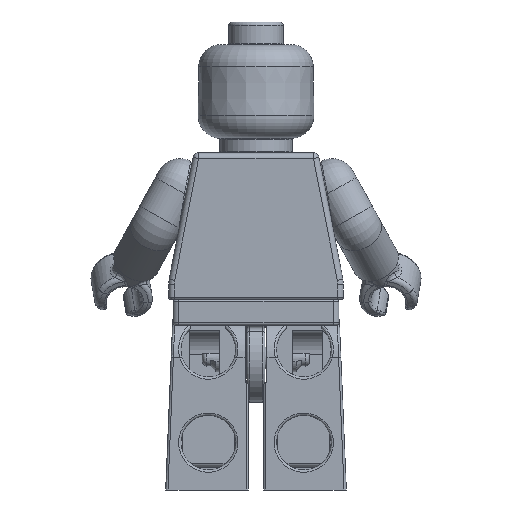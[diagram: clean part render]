
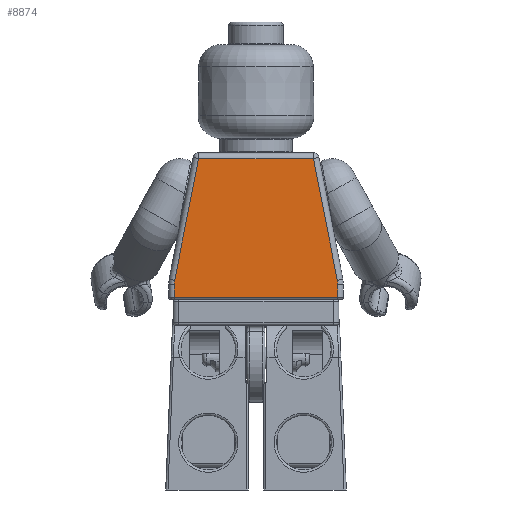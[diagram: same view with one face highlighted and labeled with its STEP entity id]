
A CAD part, front view. The second image highlights one B-rep face of the part: STEP entity #8874.
In plain terms, the highlighted planar face has unit normal (0, -1, 0).
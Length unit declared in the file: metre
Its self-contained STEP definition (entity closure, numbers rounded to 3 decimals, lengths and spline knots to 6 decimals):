
#1040=LINE('',#16289,#1574);
#1041=LINE('',#16292,#1575);
#1042=LINE('',#16294,#1576);
#1043=LINE('',#16298,#1577);
#1044=LINE('',#16300,#1578);
#1045=LINE('',#16302,#1579);
#1574=VECTOR('',#12397,1.);
#1575=VECTOR('',#12398,1.);
#1576=VECTOR('',#12399,1.);
#1577=VECTOR('',#12402,1.);
#1578=VECTOR('',#12403,1.);
#1579=VECTOR('',#12404,1.);
#3580=ORIENTED_EDGE('',*,*,#5306,.T.);
#3581=ORIENTED_EDGE('',*,*,#5307,.T.);
#3582=ORIENTED_EDGE('',*,*,#5308,.T.);
#3583=ORIENTED_EDGE('',*,*,#5309,.F.);
#3584=ORIENTED_EDGE('',*,*,#5310,.T.);
#3585=ORIENTED_EDGE('',*,*,#5311,.T.);
#3586=ORIENTED_EDGE('',*,*,#5312,.T.);
#3587=ORIENTED_EDGE('',*,*,#5313,.F.);
#5306=EDGE_CURVE('',#6268,#6269,#1040,.T.);
#5307=EDGE_CURVE('',#6269,#6270,#1041,.T.);
#5308=EDGE_CURVE('',#6270,#6271,#1042,.F.);
#5309=EDGE_CURVE('',#6272,#6271,#6858,.F.);
#5310=EDGE_CURVE('',#6272,#6273,#1043,.F.);
#5311=EDGE_CURVE('',#6273,#6274,#1044,.F.);
#5312=EDGE_CURVE('',#6274,#6275,#1045,.T.);
#5313=EDGE_CURVE('',#6268,#6275,#6859,.F.);
#6268=VERTEX_POINT('',#16290);
#6269=VERTEX_POINT('',#16291);
#6270=VERTEX_POINT('',#16293);
#6271=VERTEX_POINT('',#16295);
#6272=VERTEX_POINT('',#16297);
#6273=VERTEX_POINT('',#16299);
#6274=VERTEX_POINT('',#16301);
#6275=VERTEX_POINT('',#16303);
#6858=CIRCLE('',#9997,0.002118);
#6859=CIRCLE('',#9998,0.002118);
#7461=EDGE_LOOP('',(#3580,#3581,#3582,#3583,#3584,#3585,#3586,#3587));
#8113=FACE_BOUND('',#7461,.T.);
#8417=PLANE('',#9996);
#8874=ADVANCED_FACE('',(#8113),#8417,.T.);
#9996=AXIS2_PLACEMENT_3D('',#16288,#12395,#12396);
#9997=AXIS2_PLACEMENT_3D('',#16296,#12400,#12401);
#9998=AXIS2_PLACEMENT_3D('',#16304,#12405,#12406);
#12395=DIRECTION('',(0.,-1.,0.));
#12396=DIRECTION('',(1.,0.,0.));
#12397=DIRECTION('',(0.,0.,-1.));
#12398=DIRECTION('',(1.,0.,0.));
#12399=DIRECTION('',(0.,0.,-1.));
#12400=DIRECTION('',(0.,-1.,0.));
#12401=DIRECTION('',(0.,0.,-1.));
#12402=DIRECTION('',(0.193,0.,-0.981));
#12403=DIRECTION('',(1.,0.,0.));
#12404=DIRECTION('',(-0.193,0.,-0.981));
#12405=DIRECTION('',(0.,-1.,0.));
#12406=DIRECTION('',(0.,0.,-1.));
#16288=CARTESIAN_POINT('',(0.022792,-0.004,-0.026378));
#16289=CARTESIAN_POINT('',(-0.00725,-0.004,-0.01857));
#16290=CARTESIAN_POINT('',(-0.00725,-0.004,-0.017269));
#16291=CARTESIAN_POINT('',(-0.00725,-0.004,-0.01837));
#16292=CARTESIAN_POINT('',(0.00725,-0.004,-0.01837));
#16293=CARTESIAN_POINT('',(0.00725,-0.004,-0.01837));
#16294=CARTESIAN_POINT('',(0.00725,-0.004,-0.026378));
#16295=CARTESIAN_POINT('',(0.00725,-0.004,-0.017269));
#16296=CARTESIAN_POINT('',(0.005132,-0.004,-0.017269));
#16297=CARTESIAN_POINT('',(0.00721,-0.004,-0.01686));
#16298=CARTESIAN_POINT('',(0.009592,-0.004,-0.028974));
#16299=CARTESIAN_POINT('',(0.005089,-0.004,-0.00607));
#16300=CARTESIAN_POINT('',(0.022792,-0.004,-0.00607));
#16301=CARTESIAN_POINT('',(-0.005089,-0.004,-0.00607));
#16302=CARTESIAN_POINT('',(-0.007259,-0.004,-0.01711));
#16303=CARTESIAN_POINT('',(-0.00721,-0.004,-0.01686));
#16304=CARTESIAN_POINT('',(-0.005132,-0.004,-0.017269));
